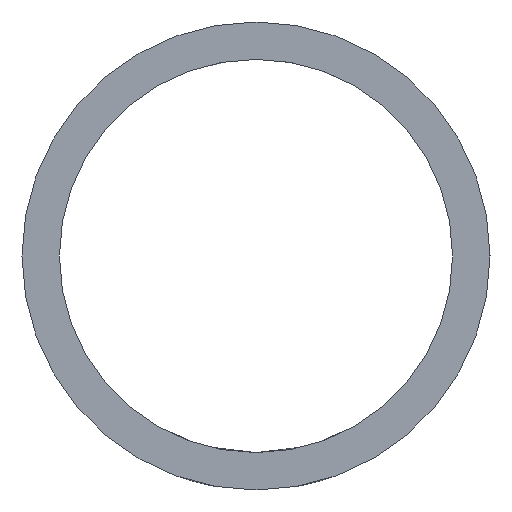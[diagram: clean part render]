
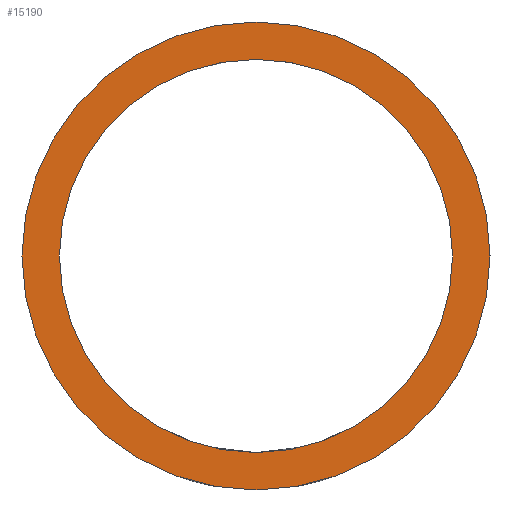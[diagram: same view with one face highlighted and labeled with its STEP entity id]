
A CAD part, left-side view. The second image highlights one B-rep face of the part: STEP entity #15190.
In plain terms, the highlighted planar face has unit normal (-1, 0, 0).
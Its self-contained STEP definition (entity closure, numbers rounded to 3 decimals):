
#383 = DIRECTION ( 'NONE',  ( 1., 0., 0. ) ) ;
#709 = CARTESIAN_POINT ( 'NONE',  ( -2050., 0., 10.5 ) ) ;
#764 = AXIS2_PLACEMENT_3D ( 'NONE', #8845, #383, #8794 ) ;
#1706 = FACE_BOUND ( 'NONE', #10871, .T. ) ;
#2599 = ORIENTED_EDGE ( 'NONE', *, *, #7342, .F. ) ;
#2924 = VERTEX_POINT ( 'NONE', #8900 ) ;
#3022 = AXIS2_PLACEMENT_3D ( 'NONE', #13921, #6698, #4381 ) ;
#3618 = CIRCLE ( 'NONE', #6012, 10.5 ) ;
#4066 = ORIENTED_EDGE ( 'NONE', *, *, #7028, .T. ) ;
#4381 = DIRECTION ( 'NONE',  ( 0., 0., -1. ) ) ;
#4451 = ORIENTED_EDGE ( 'NONE', *, *, #12059, .F. ) ;
#4590 = VERTEX_POINT ( 'NONE', #709 ) ;
#4691 = CARTESIAN_POINT ( 'NONE',  ( -2050., 0., 0. ) ) ;
#5687 = DIRECTION ( 'NONE',  ( 1., 0., 0. ) ) ;
#5963 = CIRCLE ( 'NONE', #3022, 12.5 ) ;
#6012 = AXIS2_PLACEMENT_3D ( 'NONE', #11084, #6481, #8767 ) ;
#6481 = DIRECTION ( 'NONE',  ( 1., 0., 0. ) ) ;
#6556 = VERTEX_POINT ( 'NONE', #13995 ) ;
#6698 = DIRECTION ( 'NONE',  ( 1., 0., 0. ) ) ;
#6706 = DIRECTION ( 'NONE',  ( 0., 0., -1. ) ) ;
#6892 = ORIENTED_EDGE ( 'NONE', *, *, #13257, .T. ) ;
#7028 = EDGE_CURVE ( 'NONE', #14845, #4590, #11379, .T. ) ;
#7055 = DIRECTION ( 'NONE',  ( 0., 0., -1. ) ) ;
#7169 = CARTESIAN_POINT ( 'NONE',  ( -2050., 0., -10.5 ) ) ;
#7342 = EDGE_CURVE ( 'NONE', #2924, #6556, #7824, .T. ) ;
#7824 = CIRCLE ( 'NONE', #15043, 12.5 ) ;
#8767 = DIRECTION ( 'NONE',  ( 0., 0., -1. ) ) ;
#8794 = DIRECTION ( 'NONE',  ( 0., 0., -1. ) ) ;
#8845 = CARTESIAN_POINT ( 'NONE',  ( -2050., 0., 0. ) ) ;
#8900 = CARTESIAN_POINT ( 'NONE',  ( -2050., 0., -12.5 ) ) ;
#10871 = EDGE_LOOP ( 'NONE', ( #6892, #4066 ) ) ;
#11084 = CARTESIAN_POINT ( 'NONE',  ( -2050., 0., 0. ) ) ;
#11156 = PLANE ( 'NONE',  #764 ) ;
#11379 = CIRCLE ( 'NONE', #11467, 10.5 ) ;
#11467 = AXIS2_PLACEMENT_3D ( 'NONE', #13925, #12744, #6706 ) ;
#12059 = EDGE_CURVE ( 'NONE', #6556, #2924, #5963, .T. ) ;
#12744 = DIRECTION ( 'NONE',  ( 1., 0., 0. ) ) ;
#12834 = EDGE_LOOP ( 'NONE', ( #4451, #2599 ) ) ;
#13257 = EDGE_CURVE ( 'NONE', #4590, #14845, #3618, .T. ) ;
#13921 = CARTESIAN_POINT ( 'NONE',  ( -2050., 0., 0. ) ) ;
#13925 = CARTESIAN_POINT ( 'NONE',  ( -2050., 0., 0. ) ) ;
#13995 = CARTESIAN_POINT ( 'NONE',  ( -2050., 0., 12.5 ) ) ;
#14845 = VERTEX_POINT ( 'NONE', #7169 ) ;
#15043 = AXIS2_PLACEMENT_3D ( 'NONE', #4691, #5687, #7055 ) ;
#15082 = FACE_OUTER_BOUND ( 'NONE', #12834, .T. ) ;
#15190 = ADVANCED_FACE ( 'NONE', ( #15082, #1706 ), #11156, .F. ) ;
